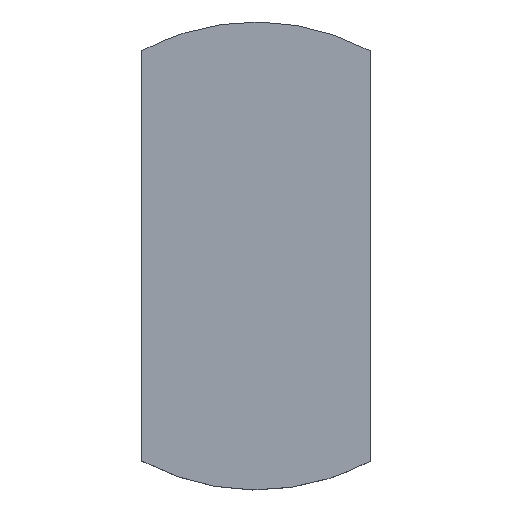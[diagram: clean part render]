
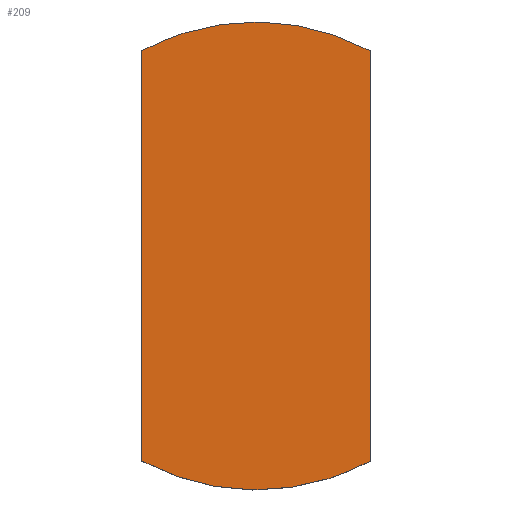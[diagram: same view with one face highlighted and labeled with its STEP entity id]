
A CAD part, top view. The second image highlights one B-rep face of the part: STEP entity #209.
In plain terms, the highlighted planar face has unit normal (0, 0, 1).
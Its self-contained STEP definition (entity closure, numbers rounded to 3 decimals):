
#27=LINE('',#330,#48);
#31=LINE('',#337,#52);
#48=VECTOR('',#271,1.);
#52=VECTOR('',#277,1.);
#66=FACE_OUTER_BOUND('',#81,.T.);
#81=EDGE_LOOP('',(#159,#160,#161,#162));
#94=ELLIPSE('',#241,19.75,19.5);
#95=ELLIPSE('',#242,19.75,19.5);
#106=VERTEX_POINT('',#327);
#107=VERTEX_POINT('',#329);
#108=VERTEX_POINT('',#333);
#109=VERTEX_POINT('',#335);
#125=EDGE_CURVE('',#107,#106,#27,.T.);
#129=EDGE_CURVE('',#108,#109,#31,.T.);
#130=EDGE_CURVE('',#106,#108,#94,.T.);
#131=EDGE_CURVE('',#109,#107,#95,.T.);
#159=ORIENTED_EDGE('',*,*,#125,.T.);
#160=ORIENTED_EDGE('',*,*,#130,.T.);
#161=ORIENTED_EDGE('',*,*,#129,.T.);
#162=ORIENTED_EDGE('',*,*,#131,.T.);
#199=PLANE('',#240);
#209=ADVANCED_FACE('',(#66),#199,.T.);
#240=AXIS2_PLACEMENT_3D('',#338,#278,#279);
#241=AXIS2_PLACEMENT_3D('',#339,#280,#281);
#242=AXIS2_PLACEMENT_3D('',#340,#282,#283);
#271=DIRECTION('',(0.,-1.,0.));
#277=DIRECTION('',(0.,1.,0.));
#278=DIRECTION('center_axis',(0.,0.,
1.));
#279=DIRECTION('ref_axis',(1.,0.,0.));
#280=DIRECTION('center_axis',(0.,0.,
1.));
#281=DIRECTION('ref_axis',(1.,0.,0.));
#282=DIRECTION('center_axis',(0.,0.,
1.));
#283=DIRECTION('ref_axis',(1.,0.,0.));
#327=CARTESIAN_POINT('',(20.496,-27.594,41.6));
#329=CARTESIAN_POINT('',(20.496,6.594,41.6));
#330=CARTESIAN_POINT('',(20.496,-10.5,41.6));
#333=CARTESIAN_POINT('',(39.504,-27.594,41.6));
#335=CARTESIAN_POINT('',(39.504,6.594,41.6));
#337=CARTESIAN_POINT('',(39.504,-10.5,41.6));
#338=CARTESIAN_POINT('Origin',(30.,-10.5,41.6));
#339=CARTESIAN_POINT('Origin',(30.,-10.5,41.6));
#340=CARTESIAN_POINT('Origin',(30.,-10.5,41.6));
